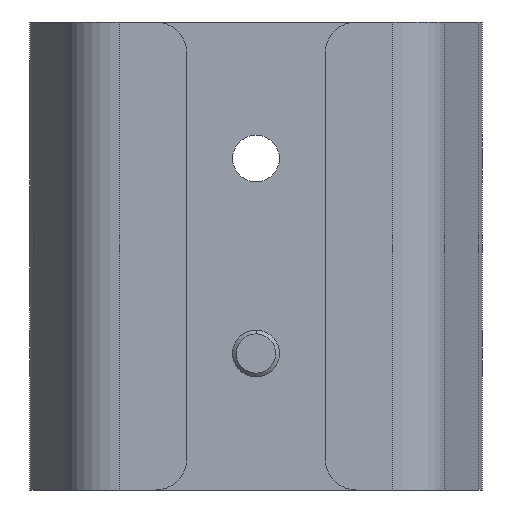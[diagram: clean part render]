
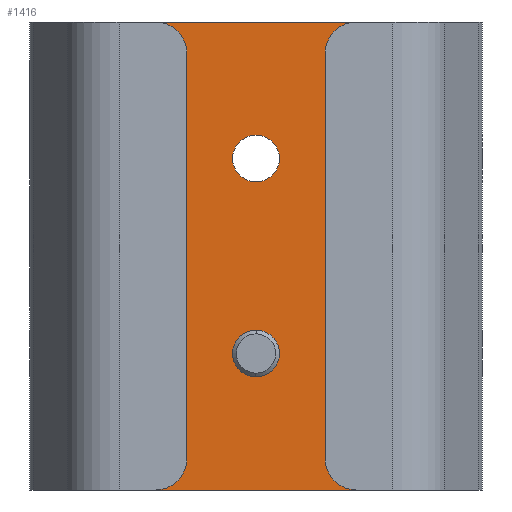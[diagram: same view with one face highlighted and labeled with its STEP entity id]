
A CAD part, front view. The second image highlights one B-rep face of the part: STEP entity #1416.
In plain terms, the highlighted planar face has unit normal (0, -1, 0).
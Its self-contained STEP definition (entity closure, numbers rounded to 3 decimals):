
#33 = LINE ( 'NONE', #1322, #828 ) ;
#209 = AXIS2_PLACEMENT_3D ( 'NONE', #1804, #2501, #2921 ) ;
#258 = CARTESIAN_POINT ( 'NONE',  ( 44., 56.5, 0. ) ) ;
#363 = CARTESIAN_POINT ( 'NONE',  ( 44., 56.5, 120. ) ) ;
#377 = CIRCLE ( 'NONE', #2208, 6. ) ;
#393 = CIRCLE ( 'NONE', #2423, 6. ) ;
#537 = DIRECTION ( 'NONE',  ( 0., -1., 0. ) ) ;
#610 = CARTESIAN_POINT ( 'NONE',  ( 0., 56.5, 0. ) ) ;
#647 = EDGE_CURVE ( 'NONE', #2210, #2289, #1816, .T. ) ;
#692 = FACE_BOUND ( 'NONE', #1339, .T. ) ;
#778 = DIRECTION ( 'NONE',  ( 1., 0., 0. ) ) ;
#785 = VECTOR ( 'NONE', #2534, 1000. ) ;
#828 = VECTOR ( 'NONE', #2704, 1000. ) ;
#834 = ORIENTED_EDGE ( 'NONE', *, *, #1625, .F. ) ;
#942 = EDGE_LOOP ( 'NONE', ( #834, #2941 ) ) ;
#1033 = VERTEX_POINT ( 'NONE', #2343 ) ;
#1268 = DIRECTION ( 'NONE',  ( 0., -1., 0. ) ) ;
#1277 = AXIS2_PLACEMENT_3D ( 'NONE', #2643, #1268, #2874 ) ;
#1322 = CARTESIAN_POINT ( 'NONE',  ( 0., 56.5, 120. ) ) ;
#1339 = EDGE_LOOP ( 'NONE', ( #1530, #2455 ) ) ;
#1416 = ADVANCED_FACE ( 'NONE', ( #692, #2416, #2227 ), #2949, .T. ) ;
#1444 = AXIS2_PLACEMENT_3D ( 'NONE', #2907, #2645, #1757 ) ;
#1461 = EDGE_CURVE ( 'NONE', #2293, #2288, #2344, .T. ) ;
#1528 = CIRCLE ( 'NONE', #1277, 6. ) ;
#1530 = ORIENTED_EDGE ( 'NONE', *, *, #647, .F. ) ;
#1543 = DIRECTION ( 'NONE',  ( 0., 0., 1. ) ) ;
#1612 = VECTOR ( 'NONE', #1749, 1000. ) ;
#1625 = EDGE_CURVE ( 'NONE', #1679, #2868, #393, .T. ) ;
#1679 = VERTEX_POINT ( 'NONE', #2043 ) ;
#1744 = CARTESIAN_POINT ( 'NONE',  ( 0., 56.5, 85. ) ) ;
#1749 = DIRECTION ( 'NONE',  ( 0., 0., -1. ) ) ;
#1757 = DIRECTION ( 'NONE',  ( 1., 0., 0. ) ) ;
#1782 = EDGE_CURVE ( 'NONE', #2251, #1033, #2728, .T. ) ;
#1803 = EDGE_LOOP ( 'NONE', ( #2703, #2980, #2370, #2189 ) ) ;
#1804 = CARTESIAN_POINT ( 'NONE',  ( 0., 56.5, 120. ) ) ;
#1813 = CARTESIAN_POINT ( 'NONE',  ( -6., 56.5, 35. ) ) ;
#1816 = CIRCLE ( 'NONE', #1444, 6. ) ;
#1954 = CARTESIAN_POINT ( 'NONE',  ( -44., 56.5, 0. ) ) ;
#2043 = CARTESIAN_POINT ( 'NONE',  ( -6., 56.5, 85. ) ) ;
#2055 = DIRECTION ( 'NONE',  ( 1., 0., 0. ) ) ;
#2083 = EDGE_CURVE ( 'NONE', #2293, #1033, #2174, .T. ) ;
#2123 = CARTESIAN_POINT ( 'NONE',  ( 6., 56.5, 35. ) ) ;
#2156 = VECTOR ( 'NONE', #1543, 1000. ) ;
#2174 = LINE ( 'NONE', #610, #785 ) ;
#2189 = ORIENTED_EDGE ( 'NONE', *, *, #1461, .T. ) ;
#2208 = AXIS2_PLACEMENT_3D ( 'NONE', #1744, #537, #778 ) ;
#2210 = VERTEX_POINT ( 'NONE', #1813 ) ;
#2217 = CARTESIAN_POINT ( 'NONE',  ( 0., 56.5, 85. ) ) ;
#2227 = FACE_OUTER_BOUND ( 'NONE', #1803, .T. ) ;
#2251 = VERTEX_POINT ( 'NONE', #3041 ) ;
#2288 = VERTEX_POINT ( 'NONE', #2843 ) ;
#2289 = VERTEX_POINT ( 'NONE', #2123 ) ;
#2293 = VERTEX_POINT ( 'NONE', #258 ) ;
#2343 = CARTESIAN_POINT ( 'NONE',  ( -44., 56.5, 0. ) ) ;
#2344 = LINE ( 'NONE', #363, #2156 ) ;
#2370 = ORIENTED_EDGE ( 'NONE', *, *, #2083, .F. ) ;
#2416 = FACE_BOUND ( 'NONE', #942, .T. ) ;
#2423 = AXIS2_PLACEMENT_3D ( 'NONE', #2217, #2758, #2055 ) ;
#2455 = ORIENTED_EDGE ( 'NONE', *, *, #2939, .F. ) ;
#2501 = DIRECTION ( 'NONE',  ( 0., -1., 0. ) ) ;
#2534 = DIRECTION ( 'NONE',  ( -1., 0., 0. ) ) ;
#2643 = CARTESIAN_POINT ( 'NONE',  ( 0., 56.5, 35. ) ) ;
#2645 = DIRECTION ( 'NONE',  ( 0., -1., 0. ) ) ;
#2664 = CARTESIAN_POINT ( 'NONE',  ( 6., 56.5, 85. ) ) ;
#2703 = ORIENTED_EDGE ( 'NONE', *, *, #2971, .T. ) ;
#2704 = DIRECTION ( 'NONE',  ( -1., 0., 0. ) ) ;
#2728 = LINE ( 'NONE', #1954, #1612 ) ;
#2758 = DIRECTION ( 'NONE',  ( 0., -1., 0. ) ) ;
#2822 = EDGE_CURVE ( 'NONE', #2868, #1679, #377, .T. ) ;
#2843 = CARTESIAN_POINT ( 'NONE',  ( 44., 56.5, 120. ) ) ;
#2868 = VERTEX_POINT ( 'NONE', #2664 ) ;
#2874 = DIRECTION ( 'NONE',  ( 1., 0., 0. ) ) ;
#2907 = CARTESIAN_POINT ( 'NONE',  ( 0., 56.5, 35. ) ) ;
#2921 = DIRECTION ( 'NONE',  ( 1., 0., 0. ) ) ;
#2939 = EDGE_CURVE ( 'NONE', #2289, #2210, #1528, .T. ) ;
#2941 = ORIENTED_EDGE ( 'NONE', *, *, #2822, .F. ) ;
#2949 = PLANE ( 'NONE',  #209 ) ;
#2971 = EDGE_CURVE ( 'NONE', #2288, #2251, #33, .T. ) ;
#2980 = ORIENTED_EDGE ( 'NONE', *, *, #1782, .T. ) ;
#3041 = CARTESIAN_POINT ( 'NONE',  ( -44., 56.5, 120. ) ) ;
